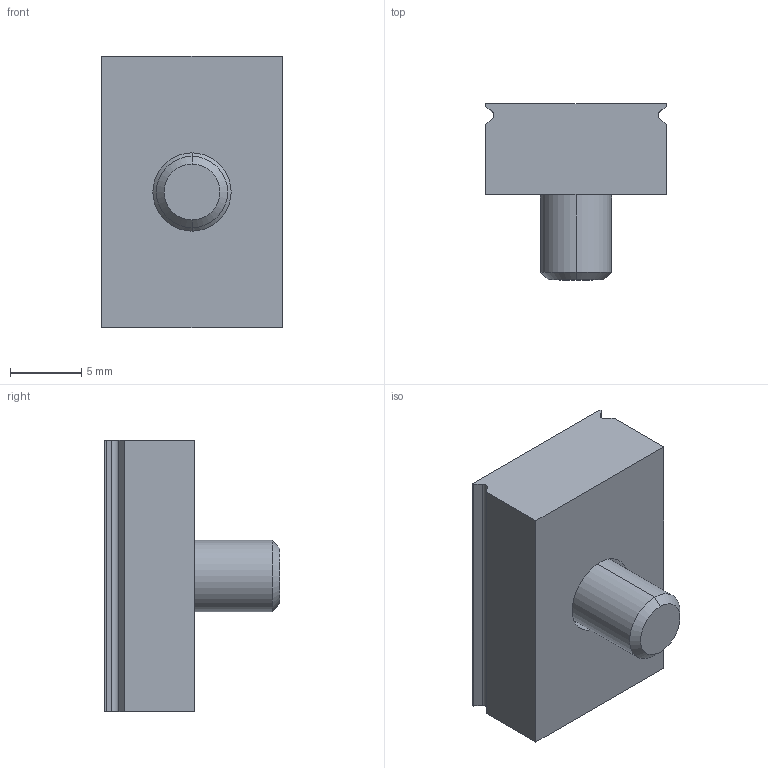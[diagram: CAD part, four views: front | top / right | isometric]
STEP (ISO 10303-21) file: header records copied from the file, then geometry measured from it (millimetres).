
FILE_DESCRIPTION(('STEP AP214'),'1');
FILE_NAME(' ',' ',('TraceParts'),('TraceParts S.A.'),'XStep 1.0',' ',' ');
FILE_SCHEMA(('automotive_design'));
Length unit declared in the file: millimetre
Products named in the file (2): 1; 2
Bounding box: 12.7 x 12.35 x 19.05 mm (x, y, z)
Volume: 1588 mm3; surface area: 1301.5 mm2
Topology: 2 solids, 2 shells, 33 faces, 78 edges, 50 vertices
Faces by surface type: plane 21, cylinder 6, cone 6
Entity records: 1881 total; most frequent: DIRECTION 166, CARTESIAN_POINT 163, STYLED_ITEM 161, PRESENTATION_STYLE_ASSIGNMENT 161, COLOUR_RGB 161, ORIENTED_EDGE 156, EDGE_CURVE 78, CURVE_STYLE 78
